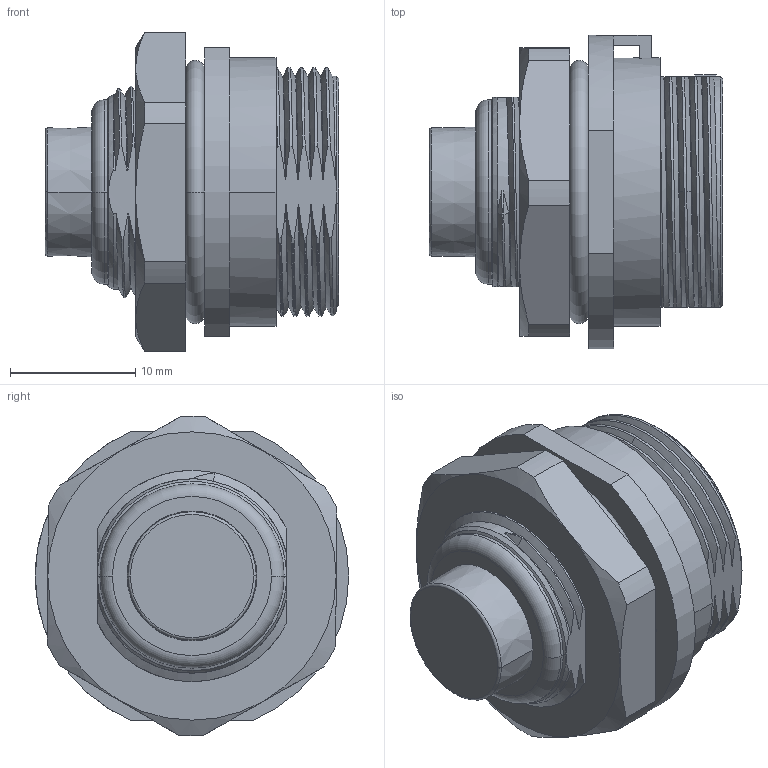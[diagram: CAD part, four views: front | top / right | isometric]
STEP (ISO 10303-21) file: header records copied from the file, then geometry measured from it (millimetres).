
FILE_DESCRIPTION((''),'2;1');
FILE_NAME('PRT0005','2022-05-27T',('Administrator'),(''),'CREO PARAMETRIC BY PTC INC, 2016130','CREO PARAMETRIC BY PTC INC, 2016130','');
FILE_SCHEMA(('AUTOMOTIVE_DESIGN { 1 0 10303 214 1 1 1 1 }'));
Length unit declared in the file: millimetre
Products named in the file (1): PRT0005
Bounding box: 23.4 x 25 x 25.5 mm (x, y, z)
Volume: 6178.5 mm3; surface area: 3714.1 mm2
Topology: 1 solids, 1 shells, 183 faces, 491 edges, 321 vertices
Faces by surface type: cylinder 60, plane 50, bspline 44, cone 18, torus 8, extrusion 3
Entity records: 8723 total; most frequent: CARTESIAN_POINT 4507, ORIENTED_EDGE 982, DIRECTION 666, EDGE_CURVE 491, VERTEX_POINT 321, AXIS2_PLACEMENT_3D 237, B_SPLINE_CURVE_WITH_KNOTS 204, EDGE_LOOP 196
